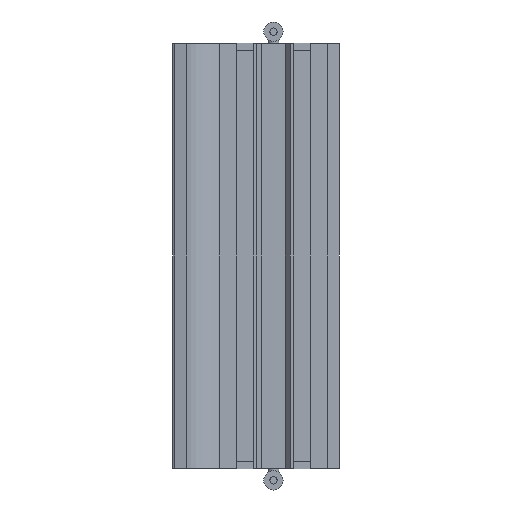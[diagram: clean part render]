
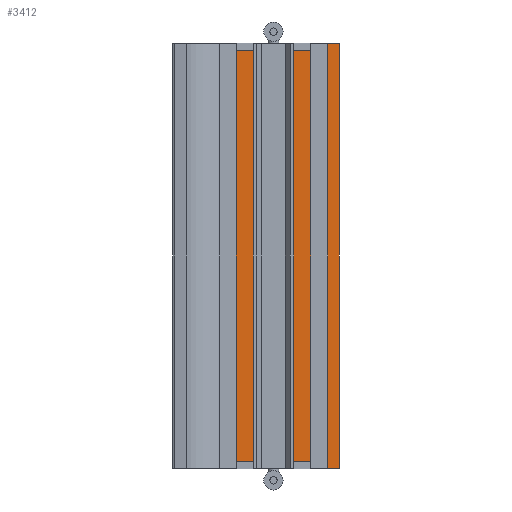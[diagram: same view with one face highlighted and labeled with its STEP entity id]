
A CAD part, front view. The second image highlights one B-rep face of the part: STEP entity #3412.
In plain terms, the highlighted planar face has unit normal (0, -1, 0).
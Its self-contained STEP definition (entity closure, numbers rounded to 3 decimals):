
#20 = CARTESIAN_POINT ( 'NONE',  ( 170., -6., -548.5 ) ) ;
#173 = VERTEX_POINT ( 'NONE', #4129 ) ;
#214 = DIRECTION ( 'NONE',  ( 0., 0., -1. ) ) ;
#249 = AXIS2_PLACEMENT_3D ( 'NONE', #2789, #3886, #4627 ) ;
#659 = LINE ( 'NONE', #2607, #1172 ) ;
#1072 = DIRECTION ( 'NONE',  ( 1., 0., 0. ) ) ;
#1172 = VECTOR ( 'NONE', #2622, 1000. ) ;
#1360 = CARTESIAN_POINT ( 'NONE',  ( 170., -6., 548.5 ) ) ;
#1400 = LINE ( 'NONE', #1360, #4281 ) ;
#1473 = DIRECTION ( 'NONE',  ( 0., 0., -1. ) ) ;
#1603 = EDGE_LOOP ( 'NONE', ( #3650, #1799, #2088, #2046 ) ) ;
#1635 = FACE_OUTER_BOUND ( 'NONE', #1603, .T. ) ;
#1799 = ORIENTED_EDGE ( 'NONE', *, *, #3387, .F. ) ;
#1986 = VECTOR ( 'NONE', #214, 1000. ) ;
#1989 = VERTEX_POINT ( 'NONE', #3846 ) ;
#2046 = ORIENTED_EDGE ( 'NONE', *, *, #3128, .T. ) ;
#2066 = CARTESIAN_POINT ( 'NONE',  ( 170., -6., 548.5 ) ) ;
#2088 = ORIENTED_EDGE ( 'NONE', *, *, #3578, .F. ) ;
#2216 = EDGE_CURVE ( 'NONE', #1989, #3616, #659, .T. ) ;
#2290 = LINE ( 'NONE', #4011, #3362 ) ;
#2607 = CARTESIAN_POINT ( 'NONE',  ( 170., -6., -548.5 ) ) ;
#2622 = DIRECTION ( 'NONE',  ( 1., 0., 0. ) ) ;
#2789 = CARTESIAN_POINT ( 'NONE',  ( 170., -6., 548.5 ) ) ;
#3072 = LINE ( 'NONE', #2066, #1986 ) ;
#3128 = EDGE_CURVE ( 'NONE', #3770, #1989, #2290, .T. ) ;
#3362 = VECTOR ( 'NONE', #1473, 1000. ) ;
#3387 = EDGE_CURVE ( 'NONE', #173, #3616, #3072, .T. ) ;
#3412 = ADVANCED_FACE ( 'NONE', ( #1635 ), #3516, .F. ) ;
#3516 = PLANE ( 'NONE',  #249 ) ;
#3578 = EDGE_CURVE ( 'NONE', #3770, #173, #1400, .T. ) ;
#3616 = VERTEX_POINT ( 'NONE', #20 ) ;
#3650 = ORIENTED_EDGE ( 'NONE', *, *, #2216, .T. ) ;
#3723 = CARTESIAN_POINT ( 'NONE',  ( -124., -6., 548.5 ) ) ;
#3770 = VERTEX_POINT ( 'NONE', #3723 ) ;
#3846 = CARTESIAN_POINT ( 'NONE',  ( -124., -6., -548.5 ) ) ;
#3886 = DIRECTION ( 'NONE',  ( 0., 1., 0. ) ) ;
#4011 = CARTESIAN_POINT ( 'NONE',  ( -124., -6., 548.5 ) ) ;
#4129 = CARTESIAN_POINT ( 'NONE',  ( 170., -6., 548.5 ) ) ;
#4281 = VECTOR ( 'NONE', #1072, 1000. ) ;
#4627 = DIRECTION ( 'NONE',  ( 0., 0., 1. ) ) ;
